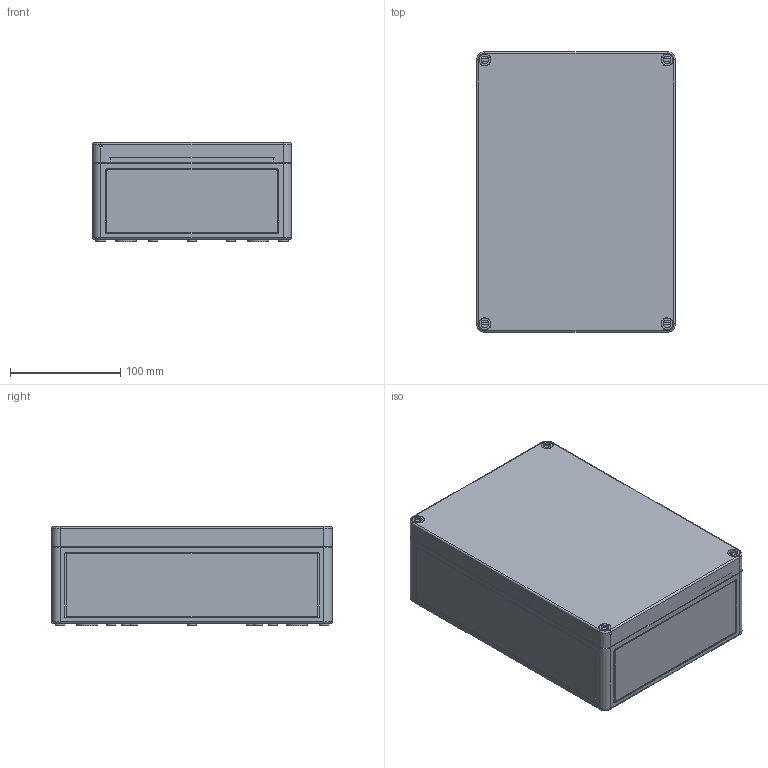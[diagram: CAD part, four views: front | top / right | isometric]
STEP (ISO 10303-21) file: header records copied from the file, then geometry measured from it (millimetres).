
FILE_DESCRIPTION( ( 'STEP AP214' ), ' ' );
FILE_NAME( '4197.3_CK2518-84_OV.stp', '2017-11-21T08:38:12', ( '' ), ( '' ), ' ', '', ' ' );
FILE_SCHEMA( ( 'AUTOMOTIVE_DESIGN { 1 0 10303 214 1 1 1 1 }' ) );
Length unit declared in the file: millimetre
Products named in the file (4): CK2518-84_OV; _Kasten_CK2518-84_OV; _Deckel_CK2518-84_T; _Schraube_CK34mm-schwarz
Assembly tree (6 placements, depth 2):
  CK2518-84_OV
    _Kasten_CK2518-84_OV
    _Deckel_CK2518-84_T
    _Schraube_CK34mm-schwarz  x4
Bounding box: 180 x 254 x 89.7 mm (x, y, z)
Volume: 562821.8 mm3; surface area: 359601.4 mm2
Topology: 6 solids, 6 shells, 723 faces, 1784 edges, 1168 vertices
Faces by surface type: plane 425, cylinder 242, cone 44, torus 12
Full cylindrical faces by diameter (mm): 2.2 x2, 3.4 x10, 3.48 x2, 5 x8, 5.8 x8, 7 x4, 8 x12, 8.376 x4, 9 x4, 10.5 x4, 14 x4, 17 x4, 19 x4
Entity records: 22596 total; most frequent: DIRECTION 3156, CARTESIAN_POINT 3112, ORIENTED_EDGE 2812, EDGE_CURVE 1406, AXIS2_PLACEMENT_3D 1149, VERTEX_POINT 969, LINE 858, VECTOR 858
